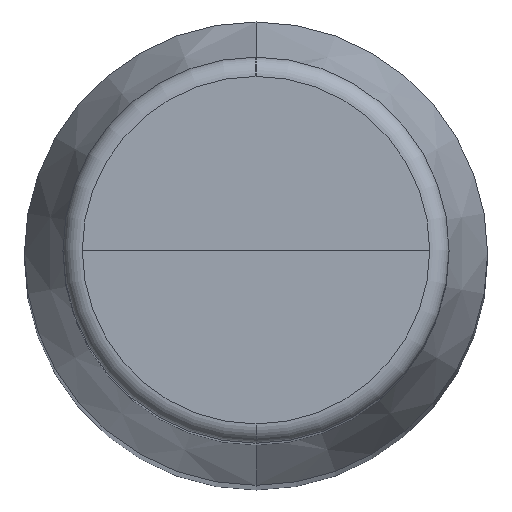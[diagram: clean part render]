
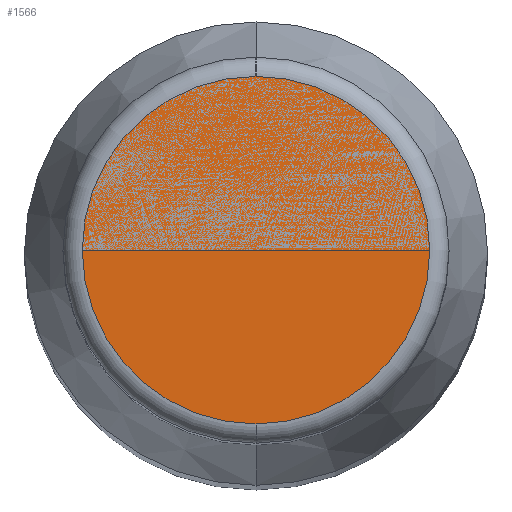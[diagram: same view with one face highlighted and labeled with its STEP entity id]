
A CAD part, top view. The second image highlights one B-rep face of the part: STEP entity #1566.
In plain terms, the highlighted planar face has unit normal (0, 0, 1).
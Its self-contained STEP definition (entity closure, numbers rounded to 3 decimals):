
#1465=CARTESIAN_POINT('',(0.,0.,62.));
#1466=DIRECTION('',(0.,0.,-1.));
#1467=DIRECTION('',(0.,-1.,0.));
#1468=AXIS2_PLACEMENT_3D('',#1465,#1466,#1467);
#1473=CARTESIAN_POINT('',(0.,0.,62.));
#1474=DIRECTION('',(0.,0.,-1.));
#1475=DIRECTION('',(0.,1.,0.));
#1476=AXIS2_PLACEMENT_3D('',#1473,#1474,#1475);
#1551=CARTESIAN_POINT('',(0.,-2.25,62.));
#1552=CARTESIAN_POINT('',(0.,2.25,62.));
#1553=VERTEX_POINT('',#1551);
#1554=VERTEX_POINT('',#1552);
#1555=CARTESIAN_POINT('',(0.,0.,62.));
#1556=DIRECTION('',(0.,0.,1.));
#1557=DIRECTION('',(0.,-1.,0.));
#1558=AXIS2_PLACEMENT_3D('',#1555,#1556,#1557);
#1559=PLANE('',#1558);
#1561=ORIENTED_EDGE('',*,*,#1560,.T.);
#1563=ORIENTED_EDGE('',*,*,#1562,.T.);
#1564=EDGE_LOOP('',(#1561,#1563));
#1565=FACE_OUTER_BOUND('',#1564,.F.);
#1469=CIRCLE('',#1468,2.25);
#1477=CIRCLE('',#1476,2.25);
#1560=EDGE_CURVE('',#1553,#1554,#1469,.T.);
#1562=EDGE_CURVE('',#1554,#1553,#1477,.T.);
#1566=ADVANCED_FACE('',(#1565),#1559,.T.);
